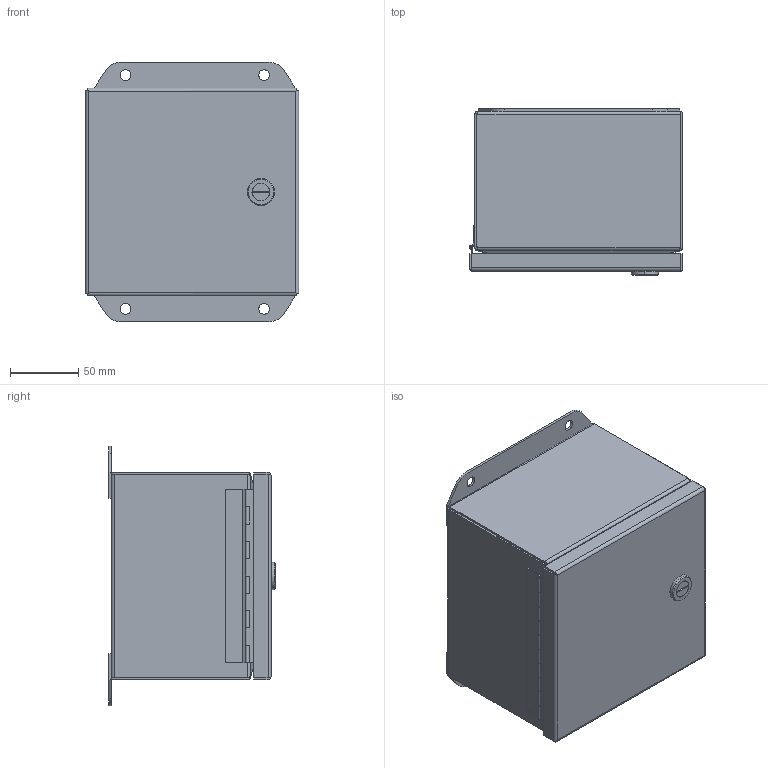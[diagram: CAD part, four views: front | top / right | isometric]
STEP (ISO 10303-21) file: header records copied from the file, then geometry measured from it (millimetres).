
FILE_DESCRIPTION (( 'STEP AP203' ), '1' );
FILE_NAME ('EJ664S16_Default.step', '2019-11-13T18:06:59', ( '' ), ( '' ), 'SwSTEP 2.0', 'SolidWorks 2019', '' );
FILE_SCHEMA (( 'CONFIG_CONTROL_DESIGN' ));
Length unit declared in the file: inch
Products named in the file (1): EJ664S16_Default
Bounding box: 156.6 x 122.06 x 190.5 mm (x, y, z)
Volume: 269560.8 mm3; surface area: 348630.5 mm2
Topology: 16 solids, 17 shells, 532 faces, 1292 edges, 793 vertices
Faces by surface type: plane 278, cylinder 174, bspline 44, cone 36
Entity records: 18047 total; most frequent: CARTESIAN_POINT 5694, ORIENTED_EDGE 2560, DIRECTION 2478, EDGE_CURVE 1280, VECTOR 836, LINE 836, AXIS2_PLACEMENT_3D 821, VERTEX_POINT 793
